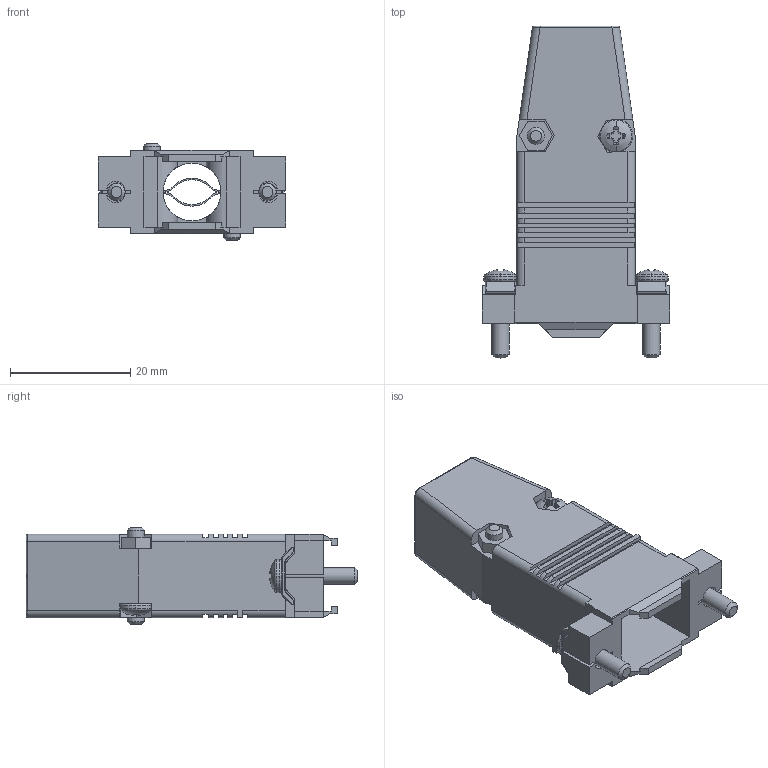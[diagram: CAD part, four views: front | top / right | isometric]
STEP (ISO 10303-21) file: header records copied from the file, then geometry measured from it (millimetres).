
FILE_DESCRIPTION(/* description */ ('Alibre Inc.'),/* implementation_level */ '2;1');
FILE_NAME(/* name */ 'export0',/* time_stamp */ '2009-08-04T16:31:08-07:00',/* author */ (''),/* organization */ (''),/* preprocessor_version */ 'ST-DEVELOPER v10',/* originating_system */ 'Alibre',/* authorisation */ '');
FILE_SCHEMA (('CONFIG_CONTROL_DESIGN'));
Length unit declared in the file: centimetre
Products named in the file (1): ID_1
Bounding box: 31.24 x 55.27 x 16.26 mm (x, y, z)
Volume: 6331.1 mm3; surface area: 7749.4 mm2
Topology: 1 solids, 1 shells, 439 faces, 1369 edges, 914 vertices
Faces by surface type: plane 266, cylinder 99, cone 28, torus 18, sphere 16, bspline 12
Full cylindrical faces by diameter (mm): 2.845 x4, 3.048 x2, 9.652 x1
Entity records: 17867 total; most frequent: CARTESIAN_POINT 5260, ORIENTED_EDGE 2788, DIRECTION 2212, EDGE_CURVE 1394, VERTEX_POINT 1082, VECTOR 834, LINE 834, AXIS2_PLACEMENT_3D 820
